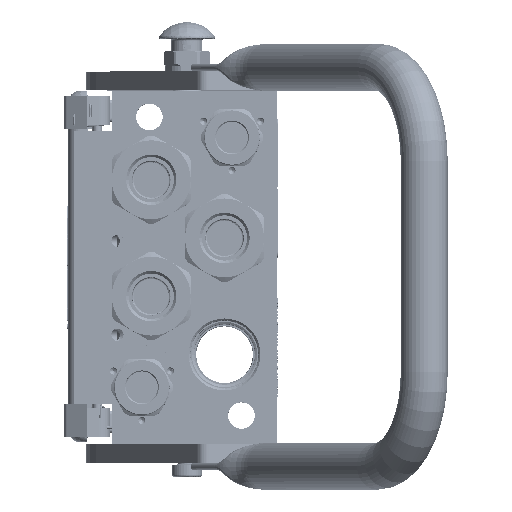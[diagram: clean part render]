
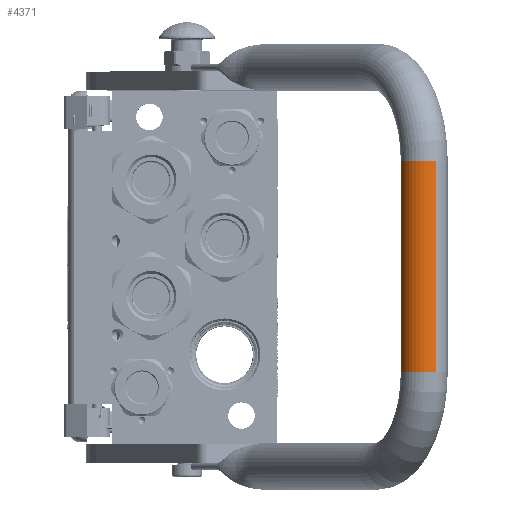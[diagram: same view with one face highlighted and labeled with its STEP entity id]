
A CAD part, top view. The second image highlights one B-rep face of the part: STEP entity #4371.
In plain terms, the highlighted cylindrical face has radius 12.5 mm (diameter 25 mm), a partial arc.
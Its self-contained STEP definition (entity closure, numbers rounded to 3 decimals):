
#4371 = ADVANCED_FACE ( 'NONE', ( #149254 ), #159598, .T. ) ;
#4997 = CARTESIAN_POINT ( 'NONE',  ( -56.25, 0., 180. ) ) ;
#5053 = CIRCLE ( 'NONE', #106361, 12.5 ) ;
#7024 = CARTESIAN_POINT ( 'NONE',  ( -56.25, 0., 180. ) ) ;
#8231 = DIRECTION ( 'NONE',  ( 0., 0., 1. ) ) ;
#21145 = CARTESIAN_POINT ( 'NONE',  ( -56.25, 0., 155. ) ) ;
#23006 = DIRECTION ( 'NONE',  ( -1., 0., 0. ) ) ;
#35335 = CIRCLE ( 'NONE', #65011, 12.5 ) ;
#40532 = ORIENTED_EDGE ( 'NONE', *, *, #76059, .T. ) ;
#46671 = LINE ( 'NONE', #151359, #150465 ) ;
#47145 = DIRECTION ( 'NONE',  ( 1., 0., 0. ) ) ;
#47647 = LINE ( 'NONE', #7024, #77224 ) ;
#51297 = VERTEX_POINT ( 'NONE', #4997 ) ;
#52620 = ORIENTED_EDGE ( 'NONE', *, *, #153174, .T. ) ;
#61931 = VERTEX_POINT ( 'NONE', #113363 ) ;
#65011 = AXIS2_PLACEMENT_3D ( 'NONE', #89219, #103404, #8231 ) ;
#68294 = DIRECTION ( 'NONE',  ( 0., 0., 1. ) ) ;
#72596 = DIRECTION ( 'NONE',  ( 1., 0., 0. ) ) ;
#76059 = EDGE_CURVE ( 'NONE', #51297, #124385, #35335, .T. ) ;
#76300 = DIRECTION ( 'NONE',  ( 0., 0., -1. ) ) ;
#77130 = EDGE_CURVE ( 'NONE', #51297, #61931, #47647, .T. ) ;
#77224 = VECTOR ( 'NONE', #47145, 1000. ) ;
#80417 = ORIENTED_EDGE ( 'NONE', *, *, #77130, .F. ) ;
#81691 = CARTESIAN_POINT ( 'NONE',  ( 56.25, 0., 155. ) ) ;
#89219 = CARTESIAN_POINT ( 'NONE',  ( -56.25, 0., 167.5 ) ) ;
#103404 = DIRECTION ( 'NONE',  ( 1., 0., 0. ) ) ;
#106361 = AXIS2_PLACEMENT_3D ( 'NONE', #134032, #148255, #68294 ) ;
#113363 = CARTESIAN_POINT ( 'NONE',  ( 56.25, 0., 180. ) ) ;
#123714 = ORIENTED_EDGE ( 'NONE', *, *, #162173, .F. ) ;
#124385 = VERTEX_POINT ( 'NONE', #21145 ) ;
#130965 = AXIS2_PLACEMENT_3D ( 'NONE', #171576, #23006, #76300 ) ;
#134032 = CARTESIAN_POINT ( 'NONE',  ( 56.25, 0., 167.5 ) ) ;
#142246 = EDGE_LOOP ( 'NONE', ( #52620, #123714, #80417, #40532 ) ) ;
#147443 = VERTEX_POINT ( 'NONE', #81691 ) ;
#148255 = DIRECTION ( 'NONE',  ( 1., 0., 0. ) ) ;
#149254 = FACE_OUTER_BOUND ( 'NONE', #142246, .T. ) ;
#150465 = VECTOR ( 'NONE', #72596, 1000. ) ;
#151359 = CARTESIAN_POINT ( 'NONE',  ( -56.25, 0., 155. ) ) ;
#153174 = EDGE_CURVE ( 'NONE', #124385, #147443, #46671, .T. ) ;
#159598 = CYLINDRICAL_SURFACE ( 'NONE', #130965, 12.5 ) ;
#162173 = EDGE_CURVE ( 'NONE', #61931, #147443, #5053, .T. ) ;
#171576 = CARTESIAN_POINT ( 'NONE',  ( -56.25, 0., 167.5 ) ) ;
